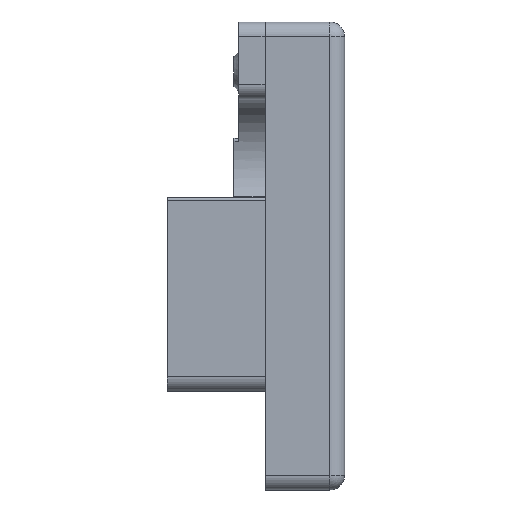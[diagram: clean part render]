
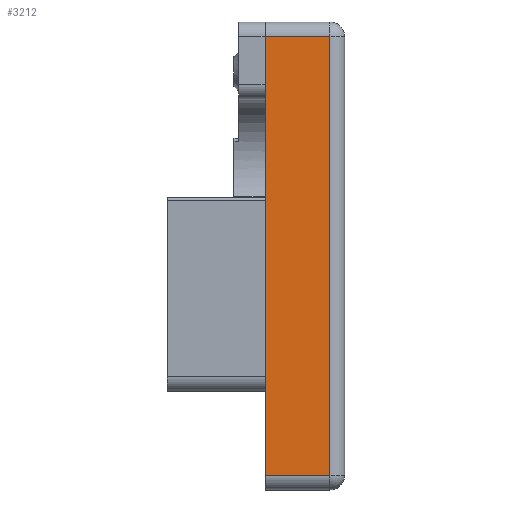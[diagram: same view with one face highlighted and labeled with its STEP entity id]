
A CAD part, left-side view. The second image highlights one B-rep face of the part: STEP entity #3212.
In plain terms, the highlighted planar face has unit normal (-1, 0, 0).
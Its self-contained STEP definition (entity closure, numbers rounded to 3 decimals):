
#350 = ORIENTED_EDGE ( 'NONE', *, *, #3468, .T. ) ;
#359 = LINE ( 'NONE', #1044, #2617 ) ;
#728 = CARTESIAN_POINT ( 'NONE',  ( 0., -16., 3. ) ) ;
#772 = ORIENTED_EDGE ( 'NONE', *, *, #3543, .T. ) ;
#1030 = CARTESIAN_POINT ( 'NONE',  ( 0., -13., 3. ) ) ;
#1044 = CARTESIAN_POINT ( 'NONE',  ( 0., 0., 92. ) ) ;
#1354 = FACE_OUTER_BOUND ( 'NONE', #3387, .T. ) ;
#1453 = VERTEX_POINT ( 'NONE', #4255 ) ;
#1833 = DIRECTION ( 'NONE',  ( 0., 0., 1. ) ) ;
#2129 = VECTOR ( 'NONE', #5301, 1000. ) ;
#2529 = VERTEX_POINT ( 'NONE', #1030 ) ;
#2617 = VECTOR ( 'NONE', #4144, 1000. ) ;
#2766 = LINE ( 'NONE', #4974, #4316 ) ;
#2922 = ORIENTED_EDGE ( 'NONE', *, *, #5524, .T. ) ;
#3149 = VERTEX_POINT ( 'NONE', #5401 ) ;
#3212 = ADVANCED_FACE ( 'NONE', ( #1354 ), #4152, .T. ) ;
#3236 = CARTESIAN_POINT ( 'NONE',  ( 0., -16., 0. ) ) ;
#3322 = LINE ( 'NONE', #3858, #5073 ) ;
#3337 = AXIS2_PLACEMENT_3D ( 'NONE', #3236, #4129, #4583 ) ;
#3387 = EDGE_LOOP ( 'NONE', ( #772, #2922, #350, #3652 ) ) ;
#3468 = EDGE_CURVE ( 'NONE', #3149, #1453, #359, .T. ) ;
#3529 = LINE ( 'NONE', #728, #2129 ) ;
#3543 = EDGE_CURVE ( 'NONE', #5050, #2529, #3529, .T. ) ;
#3652 = ORIENTED_EDGE ( 'NONE', *, *, #4618, .F. ) ;
#3858 = CARTESIAN_POINT ( 'NONE',  ( 0., -13., 92. ) ) ;
#4129 = DIRECTION ( 'NONE',  ( -1., 0., 0. ) ) ;
#4144 = DIRECTION ( 'NONE',  ( 0., 1., 0. ) ) ;
#4152 = PLANE ( 'NONE',  #3337 ) ;
#4255 = CARTESIAN_POINT ( 'NONE',  ( 0., 0., 92. ) ) ;
#4316 = VECTOR ( 'NONE', #1833, 1000. ) ;
#4583 = DIRECTION ( 'NONE',  ( 0., 0., 1. ) ) ;
#4618 = EDGE_CURVE ( 'NONE', #5050, #1453, #2766, .T. ) ;
#4974 = CARTESIAN_POINT ( 'NONE',  ( 0., 0., 0. ) ) ;
#5050 = VERTEX_POINT ( 'NONE', #5177 ) ;
#5073 = VECTOR ( 'NONE', #5194, 1000. ) ;
#5177 = CARTESIAN_POINT ( 'NONE',  ( 0., 0., 3. ) ) ;
#5194 = DIRECTION ( 'NONE',  ( 0., 0., 1. ) ) ;
#5301 = DIRECTION ( 'NONE',  ( 0., -1., 0. ) ) ;
#5401 = CARTESIAN_POINT ( 'NONE',  ( 0., -13., 92. ) ) ;
#5524 = EDGE_CURVE ( 'NONE', #2529, #3149, #3322, .T. ) ;
